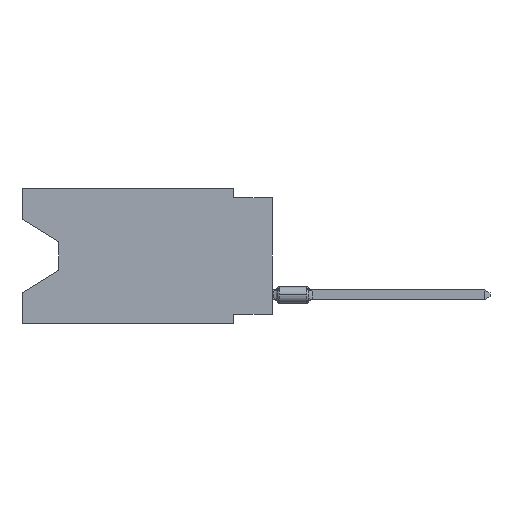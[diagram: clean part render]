
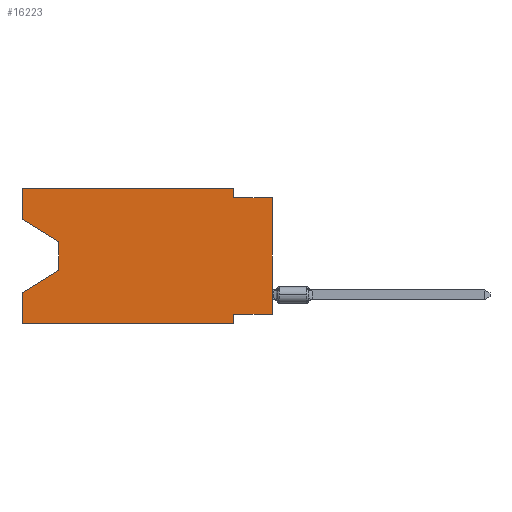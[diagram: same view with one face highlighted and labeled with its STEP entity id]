
A CAD part, left-side view. The second image highlights one B-rep face of the part: STEP entity #16223.
In plain terms, the highlighted planar face has unit normal (-1, 0, 0).
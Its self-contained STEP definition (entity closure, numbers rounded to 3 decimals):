
#42 = ORIENTED_EDGE ( 'NONE', *, *, #16577, .T. ) ;
#347 = EDGE_CURVE ( 'NONE', #10774, #18424, #4464, .T. ) ;
#387 = CARTESIAN_POINT ( 'NONE',  ( 0., 13.97, -3.505 ) ) ;
#430 = EDGE_CURVE ( 'NONE', #6245, #8249, #6158, .T. ) ;
#785 = EDGE_CURVE ( 'NONE', #18424, #19326, #16182, .T. ) ;
#1056 = CARTESIAN_POINT ( 'NONE',  ( 0., 2.54, -8.89 ) ) ;
#1267 = CARTESIAN_POINT ( 'NONE',  ( 0., 2.54, 0. ) ) ;
#1405 = ORIENTED_EDGE ( 'NONE', *, *, #9445, .F. ) ;
#2103 = VECTOR ( 'NONE', #12576, 1000. ) ;
#2673 = CARTESIAN_POINT ( 'NONE',  ( 0., 16.383, -6.852 ) ) ;
#2727 = CARTESIAN_POINT ( 'NONE',  ( 0., 13.97, -5.385 ) ) ;
#2905 = ORIENTED_EDGE ( 'NONE', *, *, #6898, .F. ) ;
#2992 = VECTOR ( 'NONE', #13356, 1000. ) ;
#3345 = LINE ( 'NONE', #6431, #11027 ) ;
#3377 = LINE ( 'NONE', #12149, #13835 ) ;
#3493 = VECTOR ( 'NONE', #7141, 1000. ) ;
#3874 = EDGE_CURVE ( 'NONE', #7801, #16744, #10947, .T. ) ;
#3889 = ORIENTED_EDGE ( 'NONE', *, *, #17753, .T. ) ;
#4346 = CARTESIAN_POINT ( 'NONE',  ( 0., 2.54, -8.89 ) ) ;
#4389 = CARTESIAN_POINT ( 'NONE',  ( 0., 16.383, 0. ) ) ;
#4464 = LINE ( 'NONE', #17789, #12376 ) ;
#4484 = DIRECTION ( 'NONE',  ( 0., 0., 1. ) ) ;
#4552 = CARTESIAN_POINT ( 'NONE',  ( 0., 16.383, -2.038 ) ) ;
#4591 = ORIENTED_EDGE ( 'NONE', *, *, #16978, .F. ) ;
#4774 = LINE ( 'NONE', #4389, #18756 ) ;
#4886 = ORIENTED_EDGE ( 'NONE', *, *, #8219, .T. ) ;
#4992 = CARTESIAN_POINT ( 'NONE',  ( 0., 16.383, -8.89 ) ) ;
#5853 = CARTESIAN_POINT ( 'NONE',  ( 0., 13.97, -5.385 ) ) ;
#6103 = EDGE_LOOP ( 'NONE', ( #42, #6551, #4886, #11918, #8119, #14460, #9575, #3889, #4591, #2905, #17414, #1405 ) ) ;
#6158 = LINE ( 'NONE', #15407, #10479 ) ;
#6245 = VERTEX_POINT ( 'NONE', #4992 ) ;
#6431 = CARTESIAN_POINT ( 'NONE',  ( 0., 0., 0. ) ) ;
#6497 = LINE ( 'NONE', #11550, #2103 ) ;
#6530 = EDGE_CURVE ( 'NONE', #15158, #16626, #19597, .T. ) ;
#6551 = ORIENTED_EDGE ( 'NONE', *, *, #3874, .T. ) ;
#6898 = EDGE_CURVE ( 'NONE', #16626, #9372, #14911, .T. ) ;
#6947 = VERTEX_POINT ( 'NONE', #17781 ) ;
#7113 = CARTESIAN_POINT ( 'NONE',  ( 0., 2.54, 0. ) ) ;
#7141 = DIRECTION ( 'NONE',  ( 0., 0., -1. ) ) ;
#7456 = AXIS2_PLACEMENT_3D ( 'NONE', #9840, #15895, #8338 ) ;
#7801 = VERTEX_POINT ( 'NONE', #16343 ) ;
#8119 = ORIENTED_EDGE ( 'NONE', *, *, #10910, .T. ) ;
#8219 = EDGE_CURVE ( 'NONE', #16744, #8249, #10343, .T. ) ;
#8249 = VERTEX_POINT ( 'NONE', #2673 ) ;
#8338 = DIRECTION ( 'NONE',  ( 0., 0., -1. ) ) ;
#9372 = VERTEX_POINT ( 'NONE', #19305 ) ;
#9445 = EDGE_CURVE ( 'NONE', #15928, #15158, #4774, .T. ) ;
#9575 = ORIENTED_EDGE ( 'NONE', *, *, #347, .F. ) ;
#9623 = LINE ( 'NONE', #11309, #16663 ) ;
#9840 = CARTESIAN_POINT ( 'NONE',  ( 0., 16.383, 0. ) ) ;
#10343 = LINE ( 'NONE', #5853, #10953 ) ;
#10358 = CARTESIAN_POINT ( 'NONE',  ( 0., 0., -8.255 ) ) ;
#10479 = VECTOR ( 'NONE', #10744, 1000. ) ;
#10542 = DIRECTION ( 'NONE',  ( 0., 0.855, -0.519 ) ) ;
#10744 = DIRECTION ( 'NONE',  ( 0., 0., 1. ) ) ;
#10774 = VERTEX_POINT ( 'NONE', #10358 ) ;
#10910 = EDGE_CURVE ( 'NONE', #6245, #19326, #3377, .T. ) ;
#10947 = LINE ( 'NONE', #387, #19356 ) ;
#10953 = VECTOR ( 'NONE', #10542, 1000. ) ;
#11027 = VECTOR ( 'NONE', #15482, 1000. ) ;
#11309 = CARTESIAN_POINT ( 'NONE',  ( 0., 16.383, -2.038 ) ) ;
#11543 = CARTESIAN_POINT ( 'NONE',  ( 0., 2.54, -8.255 ) ) ;
#11550 = CARTESIAN_POINT ( 'NONE',  ( 0., 0., -0.635 ) ) ;
#11918 = ORIENTED_EDGE ( 'NONE', *, *, #430, .F. ) ;
#12149 = CARTESIAN_POINT ( 'NONE',  ( 0., 16.383, -8.89 ) ) ;
#12342 = DIRECTION ( 'NONE',  ( 0., -1., 0. ) ) ;
#12376 = VECTOR ( 'NONE', #14721, 1000. ) ;
#12503 = VECTOR ( 'NONE', #17677, 1000. ) ;
#12576 = DIRECTION ( 'NONE',  ( 0., -1., 0. ) ) ;
#13356 = DIRECTION ( 'NONE',  ( 0., -1., 0. ) ) ;
#13835 = VECTOR ( 'NONE', #12342, 1000. ) ;
#13934 = DIRECTION ( 'NONE',  ( 0., 0., -1. ) ) ;
#14152 = CARTESIAN_POINT ( 'NONE',  ( 0., 16.383, 0. ) ) ;
#14460 = ORIENTED_EDGE ( 'NONE', *, *, #785, .F. ) ;
#14480 = DIRECTION ( 'NONE',  ( 0., -0.855, -0.519 ) ) ;
#14721 = DIRECTION ( 'NONE',  ( 0., 1., 0. ) ) ;
#14911 = LINE ( 'NONE', #1267, #12503 ) ;
#15158 = VERTEX_POINT ( 'NONE', #14152 ) ;
#15407 = CARTESIAN_POINT ( 'NONE',  ( 0., 16.383, 0. ) ) ;
#15482 = DIRECTION ( 'NONE',  ( 0., 0., 1. ) ) ;
#15895 = DIRECTION ( 'NONE',  ( 1., 0., 0. ) ) ;
#15928 = VERTEX_POINT ( 'NONE', #4552 ) ;
#16182 = LINE ( 'NONE', #1056, #3493 ) ;
#16223 = ADVANCED_FACE ( 'NONE', ( #18859 ), #17376, .F. ) ;
#16343 = CARTESIAN_POINT ( 'NONE',  ( 0., 13.97, -3.505 ) ) ;
#16577 = EDGE_CURVE ( 'NONE', #15928, #7801, #9623, .T. ) ;
#16626 = VERTEX_POINT ( 'NONE', #7113 ) ;
#16663 = VECTOR ( 'NONE', #14480, 1000. ) ;
#16744 = VERTEX_POINT ( 'NONE', #2727 ) ;
#16978 = EDGE_CURVE ( 'NONE', #9372, #6947, #6497, .T. ) ;
#17376 = PLANE ( 'NONE',  #7456 ) ;
#17414 = ORIENTED_EDGE ( 'NONE', *, *, #6530, .F. ) ;
#17677 = DIRECTION ( 'NONE',  ( 0., 0., -1. ) ) ;
#17753 = EDGE_CURVE ( 'NONE', #10774, #6947, #3345, .T. ) ;
#17781 = CARTESIAN_POINT ( 'NONE',  ( 0., 0., -0.635 ) ) ;
#17789 = CARTESIAN_POINT ( 'NONE',  ( 0., 0., -8.255 ) ) ;
#18424 = VERTEX_POINT ( 'NONE', #11543 ) ;
#18756 = VECTOR ( 'NONE', #4484, 1000. ) ;
#18859 = FACE_OUTER_BOUND ( 'NONE', #6103, .T. ) ;
#19305 = CARTESIAN_POINT ( 'NONE',  ( 0., 2.54, -0.635 ) ) ;
#19326 = VERTEX_POINT ( 'NONE', #4346 ) ;
#19356 = VECTOR ( 'NONE', #13934, 1000. ) ;
#19399 = CARTESIAN_POINT ( 'NONE',  ( 0., 16.383, 0. ) ) ;
#19597 = LINE ( 'NONE', #19399, #2992 ) ;
